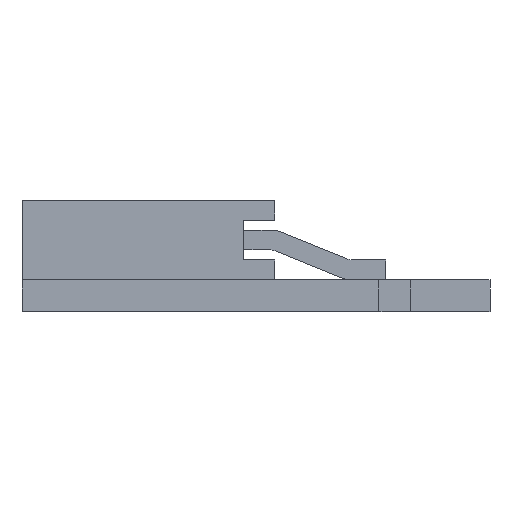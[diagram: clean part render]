
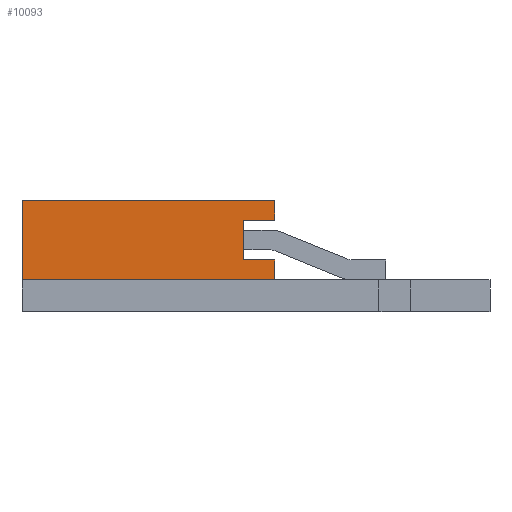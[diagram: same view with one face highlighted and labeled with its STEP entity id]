
A CAD part, left-side view. The second image highlights one B-rep face of the part: STEP entity #10093.
In plain terms, the highlighted face is planar.
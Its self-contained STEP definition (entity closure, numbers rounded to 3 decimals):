
#64 = PLANE('',#65);
#65 = AXIS2_PLACEMENT_3D('',#66,#67,#68);
#66 = CARTESIAN_POINT('',(0.,0.,0.));
#67 = DIRECTION('',(1.,0.,0.));
#68 = DIRECTION('',(0.,0.,-1.));
#202 = VERTEX_POINT('',#203);
#203 = CARTESIAN_POINT('',(0.,3.175,10.15));
#217 = PLANE('',#218);
#218 = AXIS2_PLACEMENT_3D('',#219,#220,#221);
#219 = CARTESIAN_POINT('',(0.,3.175,-10.15));
#220 = DIRECTION('',(0.,1.,0.));
#221 = DIRECTION('',(0.,0.,1.));
#229 = EDGE_CURVE('',#202,#230,#232,.T.);
#230 = VERTEX_POINT('',#231);
#231 = CARTESIAN_POINT('',(0.,-3.175,10.15));
#232 = SURFACE_CURVE('',#233,(#237,#244),.PCURVE_S1.);
#233 = LINE('',#234,#235);
#234 = CARTESIAN_POINT('',(0.,3.175,10.15));
#235 = VECTOR('',#236,1.);
#236 = DIRECTION('',(0.,-1.,0.));
#237 = PCURVE('',#64,#238);
#238 = DEFINITIONAL_REPRESENTATION('',(#239),#243);
#239 = LINE('',#240,#241);
#240 = CARTESIAN_POINT('',(-10.15,3.175));
#241 = VECTOR('',#242,1.);
#242 = DIRECTION('',(0.,-1.));
#243 = ( GEOMETRIC_REPRESENTATION_CONTEXT(2) 
PARAMETRIC_REPRESENTATION_CONTEXT() REPRESENTATION_CONTEXT('2D SPACE',''
  ) );
#244 = PCURVE('',#245,#250);
#245 = PLANE('',#246);
#246 = AXIS2_PLACEMENT_3D('',#247,#248,#249);
#247 = CARTESIAN_POINT('',(0.,3.175,10.15));
#248 = DIRECTION('',(0.,0.,1.));
#249 = DIRECTION('',(0.,-1.,0.));
#250 = DEFINITIONAL_REPRESENTATION('',(#251),#255);
#251 = LINE('',#252,#253);
#252 = CARTESIAN_POINT('',(0.,0.));
#253 = VECTOR('',#254,1.);
#254 = DIRECTION('',(1.,0.));
#255 = ( GEOMETRIC_REPRESENTATION_CONTEXT(2) 
PARAMETRIC_REPRESENTATION_CONTEXT() REPRESENTATION_CONTEXT('2D SPACE',''
  ) );
#273 = PLANE('',#274);
#274 = AXIS2_PLACEMENT_3D('',#275,#276,#277);
#275 = CARTESIAN_POINT('',(0.,-3.175,10.15));
#276 = DIRECTION('',(0.,-1.,0.));
#277 = DIRECTION('',(0.,0.,-1.));
#1912 = PLANE('',#1913);
#1913 = AXIS2_PLACEMENT_3D('',#1914,#1915,#1916);
#1914 = CARTESIAN_POINT('',(0.5,-3.975,-10.15));
#1915 = DIRECTION('',(-1.,0.,0.));
#1916 = DIRECTION('',(0.,1.,0.));
#2000 = PLANE('',#2001);
#2001 = AXIS2_PLACEMENT_3D('',#2002,#2003,#2004);
#2002 = CARTESIAN_POINT('',(1.5,-2.375,-10.15));
#2003 = DIRECTION('',(1.,0.,0.));
#2004 = DIRECTION('',(0.,-1.,0.));
#2054 = PLANE('',#2055);
#2055 = AXIS2_PLACEMENT_3D('',#2056,#2057,#2058);
#2056 = CARTESIAN_POINT('',(2.,0.,0.));
#2057 = DIRECTION('',(1.,0.,0.));
#2058 = DIRECTION('',(0.,0.,-1.));
#2274 = VERTEX_POINT('',#2275);
#2275 = CARTESIAN_POINT('',(0.5,-3.175,10.15));
#2298 = EDGE_CURVE('',#230,#2274,#2299,.T.);
#2299 = SURFACE_CURVE('',#2300,(#2304,#2311),.PCURVE_S1.);
#2300 = LINE('',#2301,#2302);
#2301 = CARTESIAN_POINT('',(0.,-3.175,10.15));
#2302 = VECTOR('',#2303,1.);
#2303 = DIRECTION('',(1.,0.,0.));
#2304 = PCURVE('',#273,#2305);
#2305 = DEFINITIONAL_REPRESENTATION('',(#2306),#2310);
#2306 = LINE('',#2307,#2308);
#2307 = CARTESIAN_POINT('',(0.,0.));
#2308 = VECTOR('',#2309,1.);
#2309 = DIRECTION('',(0.,1.));
#2310 = ( GEOMETRIC_REPRESENTATION_CONTEXT(2) 
PARAMETRIC_REPRESENTATION_CONTEXT() REPRESENTATION_CONTEXT('2D SPACE',''
  ) );
#2311 = PCURVE('',#245,#2312);
#2312 = DEFINITIONAL_REPRESENTATION('',(#2313),#2317);
#2313 = LINE('',#2314,#2315);
#2314 = CARTESIAN_POINT('',(6.35,0.));
#2315 = VECTOR('',#2316,1.);
#2316 = DIRECTION('',(0.,1.));
#2317 = ( GEOMETRIC_REPRESENTATION_CONTEXT(2) 
PARAMETRIC_REPRESENTATION_CONTEXT() REPRESENTATION_CONTEXT('2D SPACE',''
  ) );
#2345 = VERTEX_POINT('',#2346);
#2346 = CARTESIAN_POINT('',(2.,-3.175,10.15));
#2355 = PLANE('',#2356);
#2356 = AXIS2_PLACEMENT_3D('',#2357,#2358,#2359);
#2357 = CARTESIAN_POINT('',(0.,-3.175,10.15));
#2358 = DIRECTION('',(0.,-1.,0.));
#2359 = DIRECTION('',(0.,0.,-1.));
#2374 = EDGE_CURVE('',#2375,#2345,#2377,.T.);
#2375 = VERTEX_POINT('',#2376);
#2376 = CARTESIAN_POINT('',(1.5,-3.175,10.15));
#2377 = SURFACE_CURVE('',#2378,(#2382,#2389),.PCURVE_S1.);
#2378 = LINE('',#2379,#2380);
#2379 = CARTESIAN_POINT('',(1.5,-3.175,10.15));
#2380 = VECTOR('',#2381,1.);
#2381 = DIRECTION('',(1.,0.,0.));
#2382 = PCURVE('',#2355,#2383);
#2383 = DEFINITIONAL_REPRESENTATION('',(#2384),#2388);
#2384 = LINE('',#2385,#2386);
#2385 = CARTESIAN_POINT('',(0.,1.5));
#2386 = VECTOR('',#2387,1.);
#2387 = DIRECTION('',(0.,1.));
#2388 = ( GEOMETRIC_REPRESENTATION_CONTEXT(2) 
PARAMETRIC_REPRESENTATION_CONTEXT() REPRESENTATION_CONTEXT('2D SPACE',''
  ) );
#2389 = PCURVE('',#245,#2390);
#2390 = DEFINITIONAL_REPRESENTATION('',(#2391),#2395);
#2391 = LINE('',#2392,#2393);
#2392 = CARTESIAN_POINT('',(6.35,1.5));
#2393 = VECTOR('',#2394,1.);
#2394 = DIRECTION('',(0.,1.));
#2395 = ( GEOMETRIC_REPRESENTATION_CONTEXT(2) 
PARAMETRIC_REPRESENTATION_CONTEXT() REPRESENTATION_CONTEXT('2D SPACE',''
  ) );
#5553 = EDGE_CURVE('',#2274,#5554,#5556,.T.);
#5554 = VERTEX_POINT('',#5555);
#5555 = CARTESIAN_POINT('',(0.5,-2.375,10.15));
#5556 = SURFACE_CURVE('',#5557,(#5561,#5568),.PCURVE_S1.);
#5557 = LINE('',#5558,#5559);
#5558 = CARTESIAN_POINT('',(0.5,-3.175,10.15));
#5559 = VECTOR('',#5560,1.);
#5560 = DIRECTION('',(0.,1.,0.));
#5561 = PCURVE('',#1912,#5562);
#5562 = DEFINITIONAL_REPRESENTATION('',(#5563),#5567);
#5563 = LINE('',#5564,#5565);
#5564 = CARTESIAN_POINT('',(0.8,-20.3));
#5565 = VECTOR('',#5566,1.);
#5566 = DIRECTION('',(1.,0.));
#5567 = ( GEOMETRIC_REPRESENTATION_CONTEXT(2) 
PARAMETRIC_REPRESENTATION_CONTEXT() REPRESENTATION_CONTEXT('2D SPACE',''
  ) );
#5568 = PCURVE('',#245,#5569);
#5569 = DEFINITIONAL_REPRESENTATION('',(#5570),#5574);
#5570 = LINE('',#5571,#5572);
#5571 = CARTESIAN_POINT('',(6.35,0.5));
#5572 = VECTOR('',#5573,1.);
#5573 = DIRECTION('',(-1.,0.));
#5574 = ( GEOMETRIC_REPRESENTATION_CONTEXT(2) 
PARAMETRIC_REPRESENTATION_CONTEXT() REPRESENTATION_CONTEXT('2D SPACE',''
  ) );
#5592 = PLANE('',#5593);
#5593 = AXIS2_PLACEMENT_3D('',#5594,#5595,#5596);
#5594 = CARTESIAN_POINT('',(0.5,-2.375,-10.15));
#5595 = DIRECTION('',(0.,1.,0.));
#5596 = DIRECTION('',(1.,0.,0.));
#5838 = VERTEX_POINT('',#5839);
#5839 = CARTESIAN_POINT('',(1.5,-2.375,10.15));
#5860 = EDGE_CURVE('',#2375,#5838,#5861,.T.);
#5861 = SURFACE_CURVE('',#5862,(#5866,#5873),.PCURVE_S1.);
#5862 = LINE('',#5863,#5864);
#5863 = CARTESIAN_POINT('',(1.5,-3.175,10.15));
#5864 = VECTOR('',#5865,1.);
#5865 = DIRECTION('',(0.,1.,0.));
#5866 = PCURVE('',#2000,#5867);
#5867 = DEFINITIONAL_REPRESENTATION('',(#5868),#5872);
#5868 = LINE('',#5869,#5870);
#5869 = CARTESIAN_POINT('',(0.8,-20.3));
#5870 = VECTOR('',#5871,1.);
#5871 = DIRECTION('',(-1.,0.));
#5872 = ( GEOMETRIC_REPRESENTATION_CONTEXT(2) 
PARAMETRIC_REPRESENTATION_CONTEXT() REPRESENTATION_CONTEXT('2D SPACE',''
  ) );
#5873 = PCURVE('',#245,#5874);
#5874 = DEFINITIONAL_REPRESENTATION('',(#5875),#5879);
#5875 = LINE('',#5876,#5877);
#5876 = CARTESIAN_POINT('',(6.35,1.5));
#5877 = VECTOR('',#5878,1.);
#5878 = DIRECTION('',(-1.,0.));
#5879 = ( GEOMETRIC_REPRESENTATION_CONTEXT(2) 
PARAMETRIC_REPRESENTATION_CONTEXT() REPRESENTATION_CONTEXT('2D SPACE',''
  ) );
#7062 = VERTEX_POINT('',#7063);
#7063 = CARTESIAN_POINT('',(2.,3.175,10.15));
#7084 = EDGE_CURVE('',#7062,#2345,#7085,.T.);
#7085 = SURFACE_CURVE('',#7086,(#7090,#7097),.PCURVE_S1.);
#7086 = LINE('',#7087,#7088);
#7087 = CARTESIAN_POINT('',(2.,3.175,10.15));
#7088 = VECTOR('',#7089,1.);
#7089 = DIRECTION('',(0.,-1.,0.));
#7090 = PCURVE('',#2054,#7091);
#7091 = DEFINITIONAL_REPRESENTATION('',(#7092),#7096);
#7092 = LINE('',#7093,#7094);
#7093 = CARTESIAN_POINT('',(-10.15,3.175));
#7094 = VECTOR('',#7095,1.);
#7095 = DIRECTION('',(0.,-1.));
#7096 = ( GEOMETRIC_REPRESENTATION_CONTEXT(2) 
PARAMETRIC_REPRESENTATION_CONTEXT() REPRESENTATION_CONTEXT('2D SPACE',''
  ) );
#7097 = PCURVE('',#245,#7098);
#7098 = DEFINITIONAL_REPRESENTATION('',(#7099),#7103);
#7099 = LINE('',#7100,#7101);
#7100 = CARTESIAN_POINT('',(0.,2.));
#7101 = VECTOR('',#7102,1.);
#7102 = DIRECTION('',(1.,0.));
#7103 = ( GEOMETRIC_REPRESENTATION_CONTEXT(2) 
PARAMETRIC_REPRESENTATION_CONTEXT() REPRESENTATION_CONTEXT('2D SPACE',''
  ) );
#10093 = ADVANCED_FACE('',(#10094),#245,.T.);
#10094 = FACE_BOUND('',#10095,.F.);
#10095 = EDGE_LOOP('',(#10096,#10097,#10098,#10099,#10120,#10121,#10122,
    #10123));
#10096 = ORIENTED_EDGE('',*,*,#5553,.F.);
#10097 = ORIENTED_EDGE('',*,*,#2298,.F.);
#10098 = ORIENTED_EDGE('',*,*,#229,.F.);
#10099 = ORIENTED_EDGE('',*,*,#10100,.T.);
#10100 = EDGE_CURVE('',#202,#7062,#10101,.T.);
#10101 = SURFACE_CURVE('',#10102,(#10106,#10113),.PCURVE_S1.);
#10102 = LINE('',#10103,#10104);
#10103 = CARTESIAN_POINT('',(0.,3.175,10.15));
#10104 = VECTOR('',#10105,1.);
#10105 = DIRECTION('',(1.,0.,0.));
#10106 = PCURVE('',#245,#10107);
#10107 = DEFINITIONAL_REPRESENTATION('',(#10108),#10112);
#10108 = LINE('',#10109,#10110);
#10109 = CARTESIAN_POINT('',(0.,0.));
#10110 = VECTOR('',#10111,1.);
#10111 = DIRECTION('',(0.,1.));
#10112 = ( GEOMETRIC_REPRESENTATION_CONTEXT(2) 
PARAMETRIC_REPRESENTATION_CONTEXT() REPRESENTATION_CONTEXT('2D SPACE',''
  ) );
#10113 = PCURVE('',#217,#10114);
#10114 = DEFINITIONAL_REPRESENTATION('',(#10115),#10119);
#10115 = LINE('',#10116,#10117);
#10116 = CARTESIAN_POINT('',(20.3,0.));
#10117 = VECTOR('',#10118,1.);
#10118 = DIRECTION('',(0.,1.));
#10119 = ( GEOMETRIC_REPRESENTATION_CONTEXT(2) 
PARAMETRIC_REPRESENTATION_CONTEXT() REPRESENTATION_CONTEXT('2D SPACE',''
  ) );
#10120 = ORIENTED_EDGE('',*,*,#7084,.T.);
#10121 = ORIENTED_EDGE('',*,*,#2374,.F.);
#10122 = ORIENTED_EDGE('',*,*,#5860,.T.);
#10123 = ORIENTED_EDGE('',*,*,#10124,.F.);
#10124 = EDGE_CURVE('',#5554,#5838,#10125,.T.);
#10125 = SURFACE_CURVE('',#10126,(#10130,#10137),.PCURVE_S1.);
#10126 = LINE('',#10127,#10128);
#10127 = CARTESIAN_POINT('',(0.5,-2.375,10.15));
#10128 = VECTOR('',#10129,1.);
#10129 = DIRECTION('',(1.,0.,0.));
#10130 = PCURVE('',#245,#10131);
#10131 = DEFINITIONAL_REPRESENTATION('',(#10132),#10136);
#10132 = LINE('',#10133,#10134);
#10133 = CARTESIAN_POINT('',(5.55,0.5));
#10134 = VECTOR('',#10135,1.);
#10135 = DIRECTION('',(0.,1.));
#10136 = ( GEOMETRIC_REPRESENTATION_CONTEXT(2) 
PARAMETRIC_REPRESENTATION_CONTEXT() REPRESENTATION_CONTEXT('2D SPACE',''
  ) );
#10137 = PCURVE('',#5592,#10138);
#10138 = DEFINITIONAL_REPRESENTATION('',(#10139),#10143);
#10139 = LINE('',#10140,#10141);
#10140 = CARTESIAN_POINT('',(0.,-20.3));
#10141 = VECTOR('',#10142,1.);
#10142 = DIRECTION('',(1.,0.));
#10143 = ( GEOMETRIC_REPRESENTATION_CONTEXT(2) 
PARAMETRIC_REPRESENTATION_CONTEXT() REPRESENTATION_CONTEXT('2D SPACE',''
  ) );
